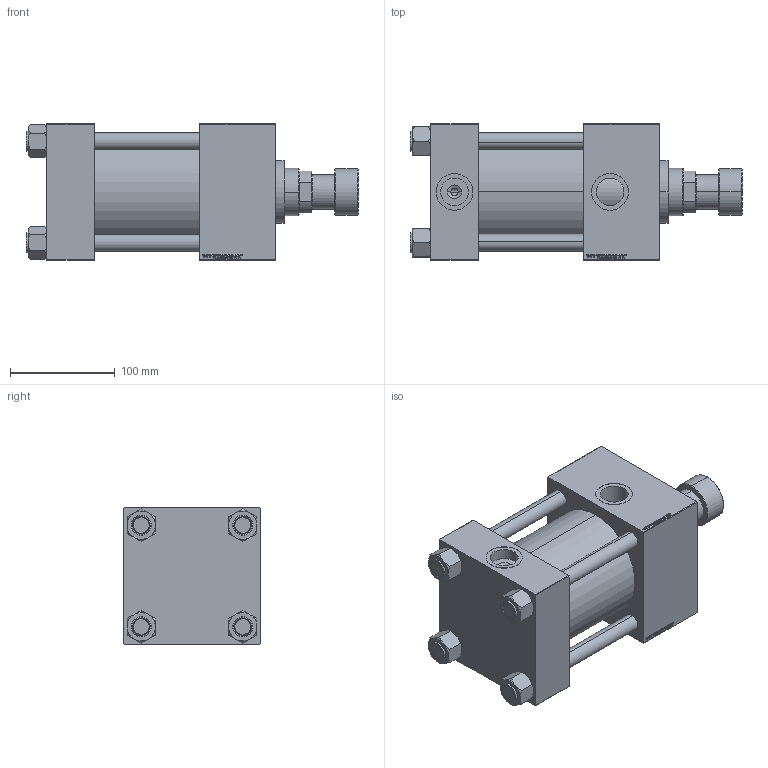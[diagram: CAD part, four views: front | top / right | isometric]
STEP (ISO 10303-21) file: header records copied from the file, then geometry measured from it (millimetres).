
FILE_DESCRIPTION (( 'STEP AP203' ), '1' );
FILE_NAME ('9e25.STEP', '2022-04-15T11:24:51', ( '' ), ( '' ), 'SwSTEP 2.0', 'SolidWorks 2019', '' );
FILE_SCHEMA (( 'CONFIG_CONTROL_DESIGN' ));
Length unit declared in the file: millimetre
Products named in the file (7): V215CR_C_TYCINKA c02a6bdd8ea13edef09e21e46f817969; V215CR_C_Body c02a6bdd8ea13edef09e21e46f817969; V215_VC_A c02a6bdd8ea13edef09e21e46f817969; NUT_M5_C c02a6bdd8ea13edef09e21e46f817969; V215CR_ROD_END_F c02a6bdd8ea13edef09e21e46f817969; 9e25; V215CR_VCP_C c02a6bdd8ea13edef09e21e46f817969
Assembly tree (12 placements, depth 2):
  9e25
    V215CR_C_Body c02a6bdd8ea13edef09e21e46f817969
    V215CR_VCP_C c02a6bdd8ea13edef09e21e46f817969
    NUT_M5_C c02a6bdd8ea13edef09e21e46f817969  x4
    V215CR_C_TYCINKA c02a6bdd8ea13edef09e21e46f817969  x4
    V215_VC_A c02a6bdd8ea13edef09e21e46f817969
    V215CR_ROD_END_F c02a6bdd8ea13edef09e21e46f817969
Bounding box: 317 x 130 x 130 mm (x, y, z)
Volume: 2578373.3 mm3; surface area: 364532.7 mm2
Topology: 12 solids, 12 shells, 1215 faces, 3062 edges, 1991 vertices
Faces by surface type: plane 579, bspline 392, cone 138, cylinder 94, torus 12
Entity records: 51265 total; most frequent: CARTESIAN_POINT 27300, ORIENTED_EDGE 5388, DIRECTION 3478, EDGE_CURVE 2694, VERTEX_POINT 1769, VECTOR 1624, LINE 1624, EDGE_LOOP 1191
